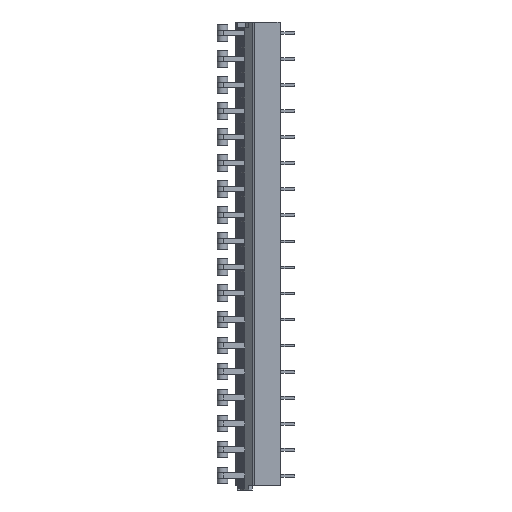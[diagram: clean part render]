
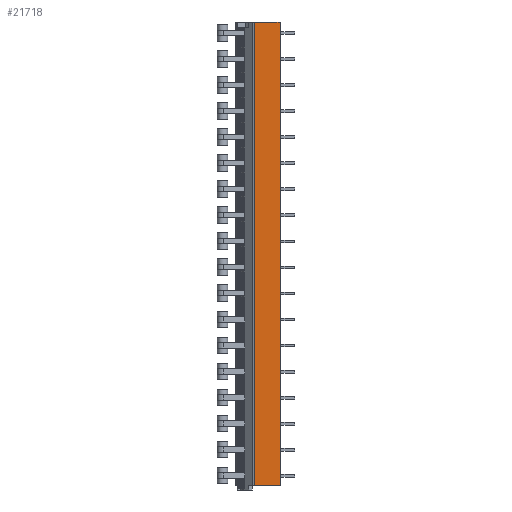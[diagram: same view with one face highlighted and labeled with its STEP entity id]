
A CAD part, left-side view. The second image highlights one B-rep face of the part: STEP entity #21718.
In plain terms, the highlighted planar face has unit normal (-1, 0, 0).
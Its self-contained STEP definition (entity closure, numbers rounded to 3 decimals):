
#30=DIRECTION('',(0.,-1.,0.));
#31=VECTOR('',#30,7.471);
#32=CARTESIAN_POINT('',(0.,7.671,-130.3));
#33=LINE('',#32,#31);
#310=DIRECTION('',(0.,-1.,0.));
#311=VECTOR('',#310,7.471);
#312=CARTESIAN_POINT('',(0.,7.671,3.2));
#313=LINE('',#312,#311);
#627=DIRECTION('',(0.,0.,1.));
#628=VECTOR('',#627,133.5);
#629=CARTESIAN_POINT('',(0.,7.671,-130.3));
#630=LINE('',#629,#628);
#631=DIRECTION('',(0.,0.,1.));
#632=VECTOR('',#631,133.5);
#633=CARTESIAN_POINT('',(0.,0.2,-130.3));
#634=LINE('',#633,#632);
#17188=CARTESIAN_POINT('',(0.,7.671,-130.3));
#17190=VERTEX_POINT('',#17188);
#17191=CARTESIAN_POINT('',(0.,0.2,-130.3));
#17192=VERTEX_POINT('',#17191);
#17308=CARTESIAN_POINT('',(0.,7.671,3.2));
#17310=VERTEX_POINT('',#17308);
#17311=CARTESIAN_POINT('',(0.,0.2,3.2));
#17312=VERTEX_POINT('',#17311);
#21706=CARTESIAN_POINT('',(0.,7.671,-130.3));
#21707=DIRECTION('',(-1.,0.,0.));
#21708=DIRECTION('',(0.,-1.,0.));
#21709=AXIS2_PLACEMENT_3D('',#21706,#21707,#21708);
#21710=PLANE('',#21709);
#21711=ORIENTED_EDGE('',*,*,#21700,.T.);
#21712=ORIENTED_EDGE('',*,*,#21506,.T.);
#21714=ORIENTED_EDGE('',*,*,#21713,.F.);
#21715=ORIENTED_EDGE('',*,*,#21306,.F.);
#21716=EDGE_LOOP('',(#21711,#21712,#21714,#21715));
#21717=FACE_OUTER_BOUND('',#21716,.F.);
#21718=ADVANCED_FACE('',(#21717),#21710,.T.);
#21306=EDGE_CURVE('',#17190,#17192,#33,.T.);
#21506=EDGE_CURVE('',#17310,#17312,#313,.T.);
#21700=EDGE_CURVE('',#17190,#17310,#630,.T.);
#21713=EDGE_CURVE('',#17192,#17312,#634,.T.);
